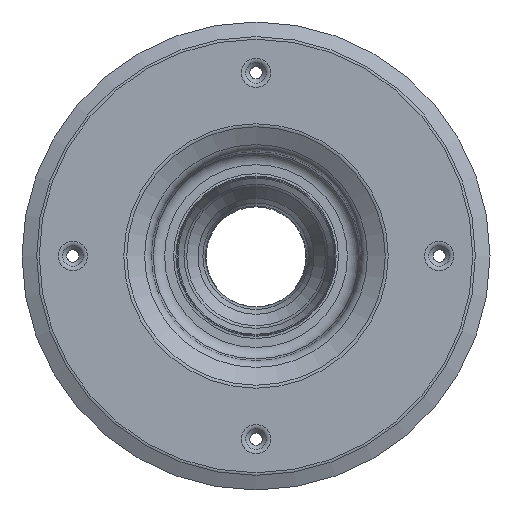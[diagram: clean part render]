
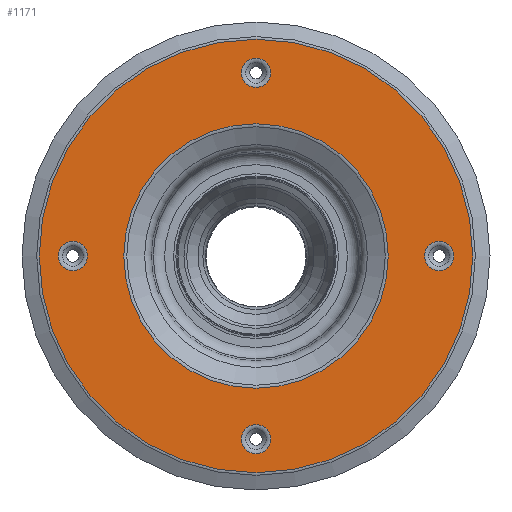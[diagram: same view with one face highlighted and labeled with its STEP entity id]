
A CAD part, top view. The second image highlights one B-rep face of the part: STEP entity #1171.
In plain terms, the highlighted planar face has unit normal (0, 0, 1).
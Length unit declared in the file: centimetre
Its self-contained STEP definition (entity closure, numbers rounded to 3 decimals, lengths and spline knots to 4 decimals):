
#36=FACE_BOUND('',#233,.T.);
#37=FACE_BOUND('',#234,.T.);
#38=FACE_BOUND('',#235,.T.);
#39=FACE_BOUND('',#236,.T.);
#40=FACE_BOUND('',#237,.T.);
#51=PLANE('',#1332);
#156=FACE_OUTER_BOUND('',#232,.T.);
#232=EDGE_LOOP('',(#974));
#233=EDGE_LOOP('',(#975));
#234=EDGE_LOOP('',(#976));
#235=EDGE_LOOP('',(#977));
#236=EDGE_LOOP('',(#978));
#237=EDGE_LOOP('',(#979));
#383=CIRCLE('',#1262,7.182);
#393=CIRCLE('',#1277,7.182);
#403=CIRCLE('',#1292,7.182);
#413=CIRCLE('',#1307,7.182);
#428=CIRCLE('',#1330,65.);
#430=CIRCLE('',#1333,106.5278);
#516=VERTEX_POINT('',#1986);
#524=VERTEX_POINT('',#2012);
#532=VERTEX_POINT('',#2038);
#540=VERTEX_POINT('',#2064);
#551=VERTEX_POINT('',#2100);
#552=VERTEX_POINT('',#2104);
#644=EDGE_CURVE('',#516,#516,#383,.T.);
#657=EDGE_CURVE('',#524,#524,#393,.T.);
#670=EDGE_CURVE('',#532,#532,#403,.T.);
#683=EDGE_CURVE('',#540,#540,#413,.T.);
#700=EDGE_CURVE('',#551,#551,#428,.T.);
#702=EDGE_CURVE('',#552,#552,#430,.T.);
#974=ORIENTED_EDGE('',*,*,#702,.F.);
#975=ORIENTED_EDGE('',*,*,#644,.T.);
#976=ORIENTED_EDGE('',*,*,#657,.T.);
#977=ORIENTED_EDGE('',*,*,#670,.T.);
#978=ORIENTED_EDGE('',*,*,#683,.T.);
#979=ORIENTED_EDGE('',*,*,#700,.T.);
#1171=ADVANCED_FACE('',(#156,#36,#37,#38,#39,#40),#51,.T.);
#1262=AXIS2_PLACEMENT_3D('',#1987,#1548,#1549);
#1277=AXIS2_PLACEMENT_3D('',#2013,#1581,#1582);
#1292=AXIS2_PLACEMENT_3D('',#2039,#1614,#1615);
#1307=AXIS2_PLACEMENT_3D('',#2065,#1647,#1648);
#1330=AXIS2_PLACEMENT_3D('',#2101,#1695,#1696);
#1332=AXIS2_PLACEMENT_3D('',#2103,#1699,#1700);
#1333=AXIS2_PLACEMENT_3D('',#2105,#1701,#1702);
#1548=DIRECTION('center_axis',(0.,0.,-1.));
#1549=DIRECTION('ref_axis',(0.,-1.,0.));
#1581=DIRECTION('center_axis',(0.,0.,-1.));
#1582=DIRECTION('ref_axis',(-1.,0.,0.));
#1614=DIRECTION('center_axis',(0.,0.,-1.));
#1615=DIRECTION('ref_axis',(0.,1.,0.));
#1647=DIRECTION('center_axis',(0.,0.,-1.));
#1648=DIRECTION('ref_axis',(1.,0.,0.));
#1695=DIRECTION('center_axis',(0.,0.,-1.));
#1696=DIRECTION('ref_axis',(1.,0.,0.));
#1699=DIRECTION('center_axis',(0.,0.,1.));
#1700=DIRECTION('ref_axis',(0.,-1.,0.));
#1701=DIRECTION('center_axis',(0.,0.,-1.));
#1702=DIRECTION('ref_axis',(1.,0.,0.));
#1986=CARTESIAN_POINT('',(-7.182,-90.,250.));
#1987=CARTESIAN_POINT('Origin',(0.,-90.,250.));
#2012=CARTESIAN_POINT('',(-90.,7.182,250.));
#2013=CARTESIAN_POINT('Origin',(-90.,0.,250.));
#2038=CARTESIAN_POINT('',(7.182,90.,250.));
#2039=CARTESIAN_POINT('Origin',(0.,90.,250.));
#2064=CARTESIAN_POINT('',(90.,-7.182,250.));
#2065=CARTESIAN_POINT('Origin',(90.,0.,250.));
#2100=CARTESIAN_POINT('',(0.,-65.,250.));
#2101=CARTESIAN_POINT('Origin',(0.,0.,250.));
#2103=CARTESIAN_POINT('Origin',(106.5278,0.,250.));
#2104=CARTESIAN_POINT('',(0.,-106.5278,250.));
#2105=CARTESIAN_POINT('Origin',(0.,0.,250.));
